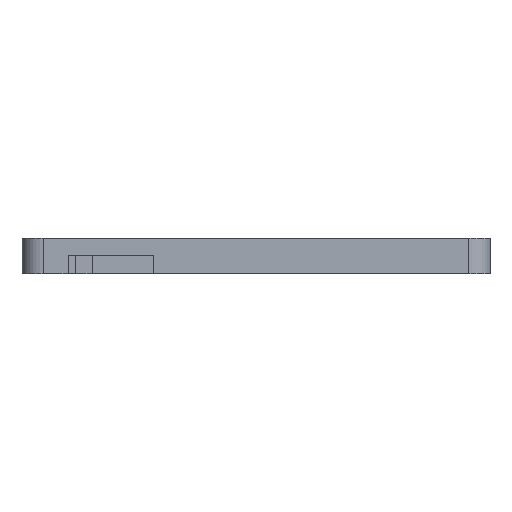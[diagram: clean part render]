
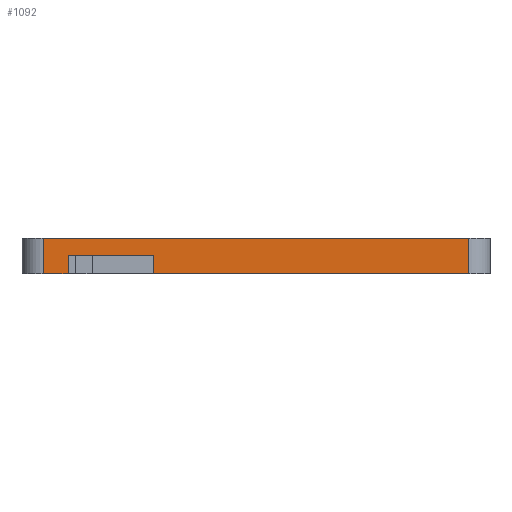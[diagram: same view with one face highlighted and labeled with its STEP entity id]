
A CAD part, front view. The second image highlights one B-rep face of the part: STEP entity #1092.
In plain terms, the highlighted planar face has unit normal (0, -1, 0).
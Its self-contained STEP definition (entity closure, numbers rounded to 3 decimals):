
#7 = DIRECTION ( 'NONE',  ( 0., 0., -1. ) ) ;
#9 = CARTESIAN_POINT ( 'NONE',  ( 26.761, -22.897, 0. ) ) ;
#12 = EDGE_CURVE ( 'NONE', #502, #1320, #147, .T. ) ;
#26 = CARTESIAN_POINT ( 'NONE',  ( -33.053, -22.897, 0. ) ) ;
#27 = CARTESIAN_POINT ( 'NONE',  ( -29.556, -22.897, 0. ) ) ;
#60 = CARTESIAN_POINT ( 'NONE',  ( -17.539, -22.897, 2.614 ) ) ;
#65 = EDGE_LOOP ( 'NONE', ( #112, #506, #944, #251, #872, #154, #1324, #91 ) ) ;
#70 = EDGE_CURVE ( 'NONE', #1320, #627, #948, .T. ) ;
#91 = ORIENTED_EDGE ( 'NONE', *, *, #12, .T. ) ;
#94 = CARTESIAN_POINT ( 'NONE',  ( -33.053, -22.897, 0. ) ) ;
#98 = VERTEX_POINT ( 'NONE', #415 ) ;
#112 = ORIENTED_EDGE ( 'NONE', *, *, #70, .T. ) ;
#116 = VECTOR ( 'NONE', #1296, 1000. ) ;
#135 = CARTESIAN_POINT ( 'NONE',  ( -29.556, -22.897, 2.614 ) ) ;
#147 = LINE ( 'NONE', #1064, #402 ) ;
#154 = ORIENTED_EDGE ( 'NONE', *, *, #780, .F. ) ;
#175 = PLANE ( 'NONE',  #332 ) ;
#176 = EDGE_CURVE ( 'NONE', #502, #98, #1067, .T. ) ;
#186 = DIRECTION ( 'NONE',  ( 0., 0., 1. ) ) ;
#203 = EDGE_CURVE ( 'NONE', #571, #239, #758, .T. ) ;
#233 = VECTOR ( 'NONE', #423, 1000. ) ;
#239 = VERTEX_POINT ( 'NONE', #312 ) ;
#251 = ORIENTED_EDGE ( 'NONE', *, *, #203, .F. ) ;
#273 = DIRECTION ( 'NONE',  ( -1., 0., 0. ) ) ;
#286 = CARTESIAN_POINT ( 'NONE',  ( -33.053, -22.897, 5. ) ) ;
#312 = CARTESIAN_POINT ( 'NONE',  ( -17.539, -22.897, 2.614 ) ) ;
#332 = AXIS2_PLACEMENT_3D ( 'NONE', #838, #618, #1211 ) ;
#359 = DIRECTION ( 'NONE',  ( 0., 0., -1. ) ) ;
#402 = VECTOR ( 'NONE', #359, 1000. ) ;
#415 = CARTESIAN_POINT ( 'NONE',  ( 26.761, -22.897, 5. ) ) ;
#423 = DIRECTION ( 'NONE',  ( 1., 0., 0. ) ) ;
#502 = VERTEX_POINT ( 'NONE', #936 ) ;
#506 = ORIENTED_EDGE ( 'NONE', *, *, #620, .F. ) ;
#526 = VECTOR ( 'NONE', #273, 1000. ) ;
#571 = VERTEX_POINT ( 'NONE', #1052 ) ;
#605 = LINE ( 'NONE', #135, #1464 ) ;
#618 = DIRECTION ( 'NONE',  ( 0., 1., 0. ) ) ;
#620 = EDGE_CURVE ( 'NONE', #977, #627, #605, .T. ) ;
#627 = VERTEX_POINT ( 'NONE', #27 ) ;
#667 = EDGE_CURVE ( 'NONE', #571, #1436, #1343, .T. ) ;
#712 = VECTOR ( 'NONE', #7, 1000. ) ;
#758 = LINE ( 'NONE', #60, #1003 ) ;
#780 = EDGE_CURVE ( 'NONE', #98, #1436, #916, .T. ) ;
#825 = FACE_OUTER_BOUND ( 'NONE', #65, .T. ) ;
#838 = CARTESIAN_POINT ( 'NONE',  ( -33.053, -22.897, 5. ) ) ;
#850 = LINE ( 'NONE', #1304, #526 ) ;
#872 = ORIENTED_EDGE ( 'NONE', *, *, #667, .T. ) ;
#916 = LINE ( 'NONE', #1041, #712 ) ;
#936 = CARTESIAN_POINT ( 'NONE',  ( -33.053, -22.897, 5. ) ) ;
#944 = ORIENTED_EDGE ( 'NONE', *, *, #1190, .F. ) ;
#948 = LINE ( 'NONE', #1408, #116 ) ;
#977 = VERTEX_POINT ( 'NONE', #1219 ) ;
#1003 = VECTOR ( 'NONE', #186, 1000. ) ;
#1041 = CARTESIAN_POINT ( 'NONE',  ( 26.761, -22.897, 5. ) ) ;
#1052 = CARTESIAN_POINT ( 'NONE',  ( -17.539, -22.897, 0. ) ) ;
#1064 = CARTESIAN_POINT ( 'NONE',  ( -33.053, -22.897, 5. ) ) ;
#1067 = LINE ( 'NONE', #286, #1336 ) ;
#1092 = ADVANCED_FACE ( 'NONE', ( #825 ), #175, .F. ) ;
#1186 = DIRECTION ( 'NONE',  ( 1., 0., 0. ) ) ;
#1190 = EDGE_CURVE ( 'NONE', #239, #977, #850, .T. ) ;
#1211 = DIRECTION ( 'NONE',  ( 0., 0., 1. ) ) ;
#1219 = CARTESIAN_POINT ( 'NONE',  ( -29.556, -22.897, 2.614 ) ) ;
#1296 = DIRECTION ( 'NONE',  ( 1., 0., 0. ) ) ;
#1301 = DIRECTION ( 'NONE',  ( 0., 0., -1. ) ) ;
#1304 = CARTESIAN_POINT ( 'NONE',  ( -29.556, -22.897, 2.614 ) ) ;
#1320 = VERTEX_POINT ( 'NONE', #26 ) ;
#1324 = ORIENTED_EDGE ( 'NONE', *, *, #176, .F. ) ;
#1336 = VECTOR ( 'NONE', #1186, 1000. ) ;
#1343 = LINE ( 'NONE', #94, #233 ) ;
#1408 = CARTESIAN_POINT ( 'NONE',  ( -33.053, -22.897, 0. ) ) ;
#1436 = VERTEX_POINT ( 'NONE', #9 ) ;
#1464 = VECTOR ( 'NONE', #1301, 1000. ) ;
